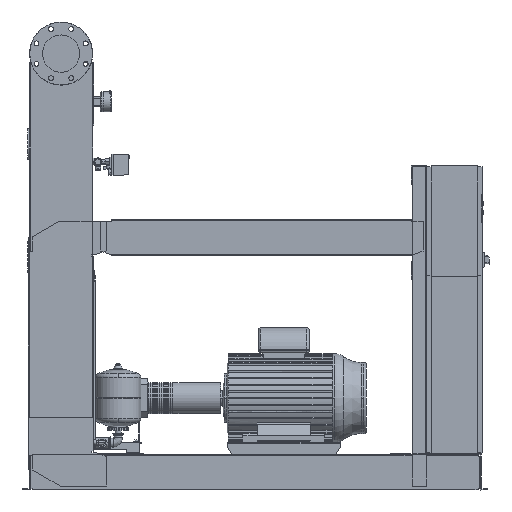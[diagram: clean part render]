
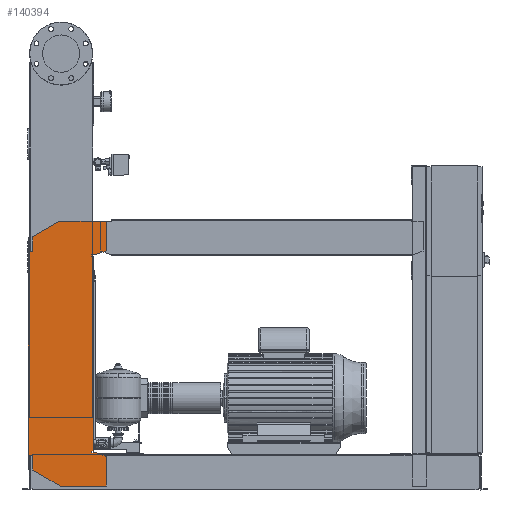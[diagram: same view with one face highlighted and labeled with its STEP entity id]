
A CAD part, front view. The second image highlights one B-rep face of the part: STEP entity #140394.
In plain terms, the highlighted free-form (B-spline) face has degree [1, 1] with [2, 2] control points.
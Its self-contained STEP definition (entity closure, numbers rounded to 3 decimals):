
#139879=CARTESIAN_POINT('',(-129.0,-463.5,1076.0));
#139880=VERTEX_POINT('',#139879);
#139887=CARTESIAN_POINT('',(-129.,-463.5,1142.986));
#139888=VERTEX_POINT('',#139887);
#139889=CARTESIAN_POINT('',(-129.0,-463.5,1076.0));
#139890=DIRECTION('',(0.0,0.0,1.0));
#139891=VECTOR('',#139890,66.986);
#139892=LINE('',#139889,#139891);
#139893=EDGE_CURVE('',#139880,#139888,#139892,.T.);
#139911=CARTESIAN_POINT('',(-6.0,-463.5,1214.0));
#139912=VERTEX_POINT('',#139911);
#139913=CARTESIAN_POINT('',(-129.,-463.5,1142.986));
#139914=DIRECTION('',(0.866,0.0,0.5));
#139915=VECTOR('',#139914,142.028);
#139916=LINE('',#139913,#139915);
#139917=EDGE_CURVE('',#139888,#139912,#139916,.T.);
#139935=CARTESIAN_POINT('',(204.,-463.5,1214.0));
#139936=VERTEX_POINT('',#139935);
#139937=CARTESIAN_POINT('',(-6.0,-463.5,1214.0));
#139938=DIRECTION('',(1.0,0.0,0.0));
#139939=VECTOR('',#139938,210.);
#139940=LINE('',#139937,#139939);
#139941=EDGE_CURVE('',#139912,#139936,#139940,.T.);
#139959=CARTESIAN_POINT('',(204.0,-463.5,1080.379));
#139960=VERTEX_POINT('',#139959);
#139961=CARTESIAN_POINT('',(204.,-463.5,1214.0));
#139962=DIRECTION('',(0.0,0.0,-1.0));
#139963=VECTOR('',#139962,133.621);
#139964=LINE('',#139961,#139963);
#139965=EDGE_CURVE('',#139936,#139960,#139964,.T.);
#139983=CARTESIAN_POINT('',(159.0,-463.5,1064.0));
#139984=VERTEX_POINT('',#139983);
#139985=CARTESIAN_POINT('',(204.0,-463.5,1080.379));
#139986=DIRECTION('',(-0.94,0.0,-0.342));
#139987=VECTOR('',#139986,47.888);
#139988=LINE('',#139985,#139987);
#139989=EDGE_CURVE('',#139960,#139984,#139988,.T.);
#140007=CARTESIAN_POINT('',(139.0,-463.5,1064.0));
#140008=VERTEX_POINT('',#140007);
#140009=CARTESIAN_POINT('',(159.0,-463.5,1064.0));
#140010=DIRECTION('',(-1.0,0.0,0.0));
#140011=VECTOR('',#140010,20.0);
#140012=LINE('',#140009,#140011);
#140013=EDGE_CURVE('',#139984,#140008,#140012,.T.);
#140031=CARTESIAN_POINT('',(139.0,-463.5,1056.0));
#140032=VERTEX_POINT('',#140031);
#140033=CARTESIAN_POINT('',(139.0,-463.5,1064.0));
#140034=DIRECTION('',(0.0,0.0,-1.0));
#140035=VECTOR('',#140034,8.0);
#140036=LINE('',#140033,#140035);
#140037=EDGE_CURVE('',#140008,#140032,#140036,.T.);
#140055=CARTESIAN_POINT('',(147.,-463.5,1056.0));
#140056=VERTEX_POINT('',#140055);
#140057=CARTESIAN_POINT('',(139.0,-463.5,1056.0));
#140058=DIRECTION('',(1.0,0.0,0.0));
#140059=VECTOR('',#140058,8.);
#140060=LINE('',#140057,#140059);
#140061=EDGE_CURVE('',#140032,#140056,#140060,.T.);
#140079=CARTESIAN_POINT('',(147.,-463.5,176.));
#140080=VERTEX_POINT('',#140079);
#140091=CARTESIAN_POINT('',(147.,-463.5,1056.0));
#140092=DIRECTION('',(0.0,0.0,-1.0));
#140093=VECTOR('',#140092,880.);
#140094=LINE('',#140091,#140093);
#140095=EDGE_CURVE('',#140056,#140080,#140094,.T.);
#140109=CARTESIAN_POINT('',(139.,-463.5,176.));
#140110=VERTEX_POINT('',#140109);
#140111=CARTESIAN_POINT('',(147.,-463.5,176.));
#140112=DIRECTION('',(-1.0,0.0,0.0));
#140113=VECTOR('',#140112,8.0);
#140114=LINE('',#140111,#140113);
#140115=EDGE_CURVE('',#140080,#140110,#140114,.T.);
#140133=CARTESIAN_POINT('',(139.,-463.5,168.));
#140134=VERTEX_POINT('',#140133);
#140135=CARTESIAN_POINT('',(139.,-463.5,176.));
#140136=DIRECTION('',(0.0,0.0,-1.0));
#140137=VECTOR('',#140136,8.0);
#140138=LINE('',#140135,#140137);
#140139=EDGE_CURVE('',#140110,#140134,#140138,.T.);
#140157=CARTESIAN_POINT('',(159.,-463.5,168.));
#140158=VERTEX_POINT('',#140157);
#140159=CARTESIAN_POINT('',(139.,-463.5,168.));
#140160=DIRECTION('',(1.0,0.0,0.0));
#140161=VECTOR('',#140160,20.0);
#140162=LINE('',#140159,#140161);
#140163=EDGE_CURVE('',#140134,#140158,#140162,.T.);
#140181=CARTESIAN_POINT('',(204.,-463.5,151.621));
#140182=VERTEX_POINT('',#140181);
#140183=CARTESIAN_POINT('',(159.,-463.5,168.));
#140184=DIRECTION('',(0.94,0.0,-0.342));
#140185=VECTOR('',#140184,47.888);
#140186=LINE('',#140183,#140185);
#140187=EDGE_CURVE('',#140158,#140182,#140186,.T.);
#140205=CARTESIAN_POINT('',(204.,-463.5,18.0));
#140206=VERTEX_POINT('',#140205);
#140207=CARTESIAN_POINT('',(204.,-463.5,151.621));
#140208=DIRECTION('',(0.0,0.0,-1.0));
#140209=VECTOR('',#140208,133.621);
#140210=LINE('',#140207,#140209);
#140211=EDGE_CURVE('',#140182,#140206,#140210,.T.);
#140229=CARTESIAN_POINT('',(-4.,-463.5,18.0));
#140230=VERTEX_POINT('',#140229);
#140231=CARTESIAN_POINT('',(204.,-463.5,18.0));
#140232=DIRECTION('',(-1.0,0.0,0.0));
#140233=VECTOR('',#140232,208.);
#140234=LINE('',#140231,#140233);
#140235=EDGE_CURVE('',#140206,#140230,#140234,.T.);
#140253=CARTESIAN_POINT('',(-129.,-463.5,90.169));
#140254=VERTEX_POINT('',#140253);
#140255=CARTESIAN_POINT('',(-4.,-463.5,18.0));
#140256=DIRECTION('',(-0.866,0.,0.5));
#140257=VECTOR('',#140256,144.338);
#140258=LINE('',#140255,#140257);
#140259=EDGE_CURVE('',#140230,#140254,#140258,.T.);
#140277=CARTESIAN_POINT('',(-129.,-463.5,156.0));
#140278=VERTEX_POINT('',#140277);
#140279=CARTESIAN_POINT('',(-129.,-463.5,90.169));
#140280=DIRECTION('',(0.0,0.0,1.0));
#140281=VECTOR('',#140280,65.831);
#140282=LINE('',#140279,#140281);
#140283=EDGE_CURVE('',#140254,#140278,#140282,.T.);
#140301=CARTESIAN_POINT('',(-149.,-463.5,156.0));
#140302=VERTEX_POINT('',#140301);
#140303=CARTESIAN_POINT('',(-129.,-463.5,156.0));
#140304=DIRECTION('',(-1.0,0.0,0.0));
#140305=VECTOR('',#140304,20.0);
#140306=LINE('',#140303,#140305);
#140307=EDGE_CURVE('',#140278,#140302,#140306,.T.);
#140325=CARTESIAN_POINT('',(-149.0,-463.5,1076.0));
#140326=VERTEX_POINT('',#140325);
#140339=CARTESIAN_POINT('',(-149.,-463.5,156.0));
#140340=DIRECTION('',(0.0,0.0,1.0));
#140341=VECTOR('',#140340,920.0);
#140342=LINE('',#140339,#140341);
#140343=EDGE_CURVE('',#140302,#140326,#140342,.T.);
#140357=CARTESIAN_POINT('',(-149.0,-463.5,1076.0));
#140358=DIRECTION('',(1.0,0.0,0.0));
#140359=VECTOR('',#140358,20.0);
#140360=LINE('',#140357,#140359);
#140361=EDGE_CURVE('',#140326,#139880,#140360,.T.);
#140367=CARTESIAN_POINT('',(-149.,-463.5,18.0));
#140368=CARTESIAN_POINT('',(204.,-463.5,18.0));
#140369=CARTESIAN_POINT('',(-149.,-463.5,1214.0));
#140370=CARTESIAN_POINT('',(204.,-463.5,1214.0));
#140371=B_SPLINE_SURFACE_WITH_KNOTS('',1,1,((#140367,#140369),(#140368,#140370)),.UNSPECIFIED.,.F.,.F.,.U.,(2,2),(2,2),(0.0,353.),(0.0,1196.0),.UNSPECIFIED.);
#140372=ORIENTED_EDGE('',*,*,#140361,.F.);
#140373=ORIENTED_EDGE('',*,*,#140343,.F.);
#140374=ORIENTED_EDGE('',*,*,#140307,.F.);
#140375=ORIENTED_EDGE('',*,*,#140283,.F.);
#140376=ORIENTED_EDGE('',*,*,#140259,.F.);
#140377=ORIENTED_EDGE('',*,*,#140235,.F.);
#140378=ORIENTED_EDGE('',*,*,#140211,.F.);
#140379=ORIENTED_EDGE('',*,*,#140187,.F.);
#140380=ORIENTED_EDGE('',*,*,#140163,.F.);
#140381=ORIENTED_EDGE('',*,*,#140139,.F.);
#140382=ORIENTED_EDGE('',*,*,#140115,.F.);
#140383=ORIENTED_EDGE('',*,*,#140095,.F.);
#140384=ORIENTED_EDGE('',*,*,#140061,.F.);
#140385=ORIENTED_EDGE('',*,*,#140037,.F.);
#140386=ORIENTED_EDGE('',*,*,#140013,.F.);
#140387=ORIENTED_EDGE('',*,*,#139989,.F.);
#140388=ORIENTED_EDGE('',*,*,#139965,.F.);
#140389=ORIENTED_EDGE('',*,*,#139941,.F.);
#140390=ORIENTED_EDGE('',*,*,#139917,.F.);
#140391=ORIENTED_EDGE('',*,*,#139893,.F.);
#140392=EDGE_LOOP('',(#140372,#140373,#140374,#140375,#140376,#140377,#140378,#140379,#140380,#140381,#140382,#140383,#140384,#140385,#140386,#140387,#140388,#140389,#140390,#140391));
#140393=FACE_OUTER_BOUND('',#140392,.T.);
#140394=ADVANCED_FACE('',(#140393),#140371,.T.);
